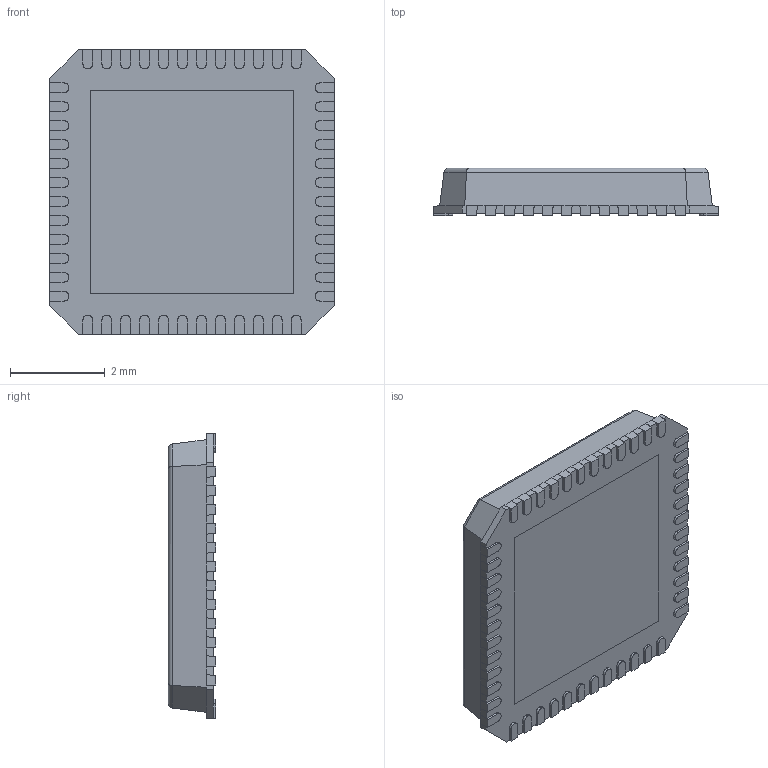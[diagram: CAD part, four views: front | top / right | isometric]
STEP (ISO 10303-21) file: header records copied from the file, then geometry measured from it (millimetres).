
FILE_DESCRIPTION (( 'STEP AP214' ), '1' );
FILE_NAME ('RTL2832U.STEP', '2024-08-27T18:31:49', ( '' ), ( '' ), 'SwSTEP 2.0', 'SolidWorks 2021', '' );
FILE_SCHEMA (( 'AUTOMOTIVE_DESIGN' ));
Length unit declared in the file: millimetre
Products named in the file (1): RTL2832U
Bounding box: 6 x 1 x 6 mm (x, y, z)
Volume: 30.6 mm3; surface area: 154 mm2
Topology: 51 solids, 51 shells, 668 faces, 1588 edges, 1024 vertices
Faces by surface type: plane 512, cone 144, cylinder 12
Entity records: 19500 total; most frequent: CARTESIAN_POINT 3305, DIRECTION 3214, ORIENTED_EDGE 3176, EDGE_CURVE 1588, VECTOR 1284, LINE 1284, VERTEX_POINT 1024, AXIS2_PLACEMENT_3D 965
